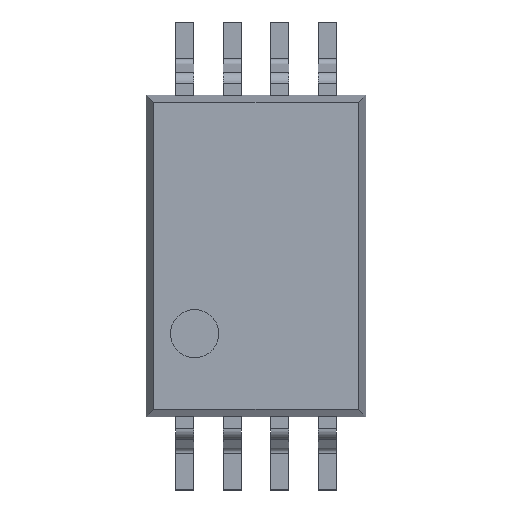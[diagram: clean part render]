
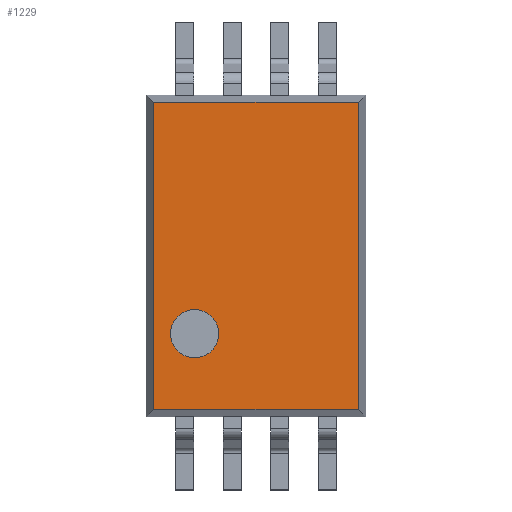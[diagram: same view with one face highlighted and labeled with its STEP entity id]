
A CAD part, top view. The second image highlights one B-rep face of the part: STEP entity #1229.
In plain terms, the highlighted planar face has unit normal (0, 0, 1).
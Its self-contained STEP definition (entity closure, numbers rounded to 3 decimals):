
#35 = VERTEX_POINT('',#36);
#36 = CARTESIAN_POINT('',(1.4,-2.1,1.2));
#43 = PLANE('',#44);
#44 = AXIS2_PLACEMENT_3D('',#45,#46,#47);
#45 = CARTESIAN_POINT('',(1.45,-1.1,0.963));
#46 = DIRECTION('',(0.979,0.,0.206));
#47 = DIRECTION('',(-0.206,0.,0.979));
#55 = PLANE('',#56);
#56 = AXIS2_PLACEMENT_3D('',#57,#58,#59);
#57 = CARTESIAN_POINT('',(-0.75,-2.15,0.963));
#58 = DIRECTION('',(0.,-0.979,0.206));
#59 = DIRECTION('',(0.,0.206,0.979));
#96 = VERTEX_POINT('',#97);
#97 = CARTESIAN_POINT('',(1.4,2.1,1.2));
#111 = PLANE('',#112);
#112 = AXIS2_PLACEMENT_3D('',#113,#114,#115);
#113 = CARTESIAN_POINT('',(0.75,2.15,0.963));
#114 = DIRECTION('',(0.,0.979,0.206));
#115 = DIRECTION('',(-0.,0.206,-0.979));
#123 = EDGE_CURVE('',#96,#35,#124,.T.);
#124 = SURFACE_CURVE('',#125,(#129,#136),.PCURVE_S1.);
#125 = LINE('',#126,#127);
#126 = CARTESIAN_POINT('',(1.4,-1.1,1.2));
#127 = VECTOR('',#128,1.);
#128 = DIRECTION('',(0.,-1.,0.));
#129 = PCURVE('',#43,#130);
#130 = DEFINITIONAL_REPRESENTATION('',(#131),#135);
#131 = LINE('',#132,#133);
#132 = CARTESIAN_POINT('',(0.243,0.));
#133 = VECTOR('',#134,1.);
#134 = DIRECTION('',(0.,1.));
#135 = ( GEOMETRIC_REPRESENTATION_CONTEXT(2) 
PARAMETRIC_REPRESENTATION_CONTEXT() REPRESENTATION_CONTEXT('2D SPACE',''
  ) );
#136 = PCURVE('',#137,#142);
#137 = PLANE('',#138);
#138 = AXIS2_PLACEMENT_3D('',#139,#140,#141);
#139 = CARTESIAN_POINT('',(0.,0.,1.2));
#140 = DIRECTION('',(0.,0.,1.));
#141 = DIRECTION('',(-1.,0.,0.));
#142 = DEFINITIONAL_REPRESENTATION('',(#143),#147);
#143 = LINE('',#144,#145);
#144 = CARTESIAN_POINT('',(-1.4,1.1));
#145 = VECTOR('',#146,1.);
#146 = DIRECTION('',(0.,1.));
#147 = ( GEOMETRIC_REPRESENTATION_CONTEXT(2) 
PARAMETRIC_REPRESENTATION_CONTEXT() REPRESENTATION_CONTEXT('2D SPACE',''
  ) );
#181 = EDGE_CURVE('',#35,#182,#184,.T.);
#182 = VERTEX_POINT('',#183);
#183 = CARTESIAN_POINT('',(-1.4,-2.1,1.2));
#184 = SURFACE_CURVE('',#185,(#189,#196),.PCURVE_S1.);
#185 = LINE('',#186,#187);
#186 = CARTESIAN_POINT('',(-0.75,-2.1,1.2));
#187 = VECTOR('',#188,1.);
#188 = DIRECTION('',(-1.,0.,0.));
#189 = PCURVE('',#55,#190);
#190 = DEFINITIONAL_REPRESENTATION('',(#191),#195);
#191 = LINE('',#192,#193);
#192 = CARTESIAN_POINT('',(0.243,0.));
#193 = VECTOR('',#194,1.);
#194 = DIRECTION('',(0.,1.));
#195 = ( GEOMETRIC_REPRESENTATION_CONTEXT(2) 
PARAMETRIC_REPRESENTATION_CONTEXT() REPRESENTATION_CONTEXT('2D SPACE',''
  ) );
#196 = PCURVE('',#137,#197);
#197 = DEFINITIONAL_REPRESENTATION('',(#198),#202);
#198 = LINE('',#199,#200);
#199 = CARTESIAN_POINT('',(0.75,2.1));
#200 = VECTOR('',#201,1.);
#201 = DIRECTION('',(1.,0.));
#202 = ( GEOMETRIC_REPRESENTATION_CONTEXT(2) 
PARAMETRIC_REPRESENTATION_CONTEXT() REPRESENTATION_CONTEXT('2D SPACE',''
  ) );
#220 = PLANE('',#221);
#221 = AXIS2_PLACEMENT_3D('',#222,#223,#224);
#222 = CARTESIAN_POINT('',(-1.45,1.1,0.963));
#223 = DIRECTION('',(-0.979,0.,0.206)
  );
#224 = DIRECTION('',(-0.206,0.,-0.979)
  );
#1187 = VERTEX_POINT('',#1188);
#1188 = CARTESIAN_POINT('',(-1.4,2.1,1.2));
#1209 = EDGE_CURVE('',#1187,#96,#1210,.T.);
#1210 = SURFACE_CURVE('',#1211,(#1215,#1222),.PCURVE_S1.);
#1211 = LINE('',#1212,#1213);
#1212 = CARTESIAN_POINT('',(0.75,2.1,1.2));
#1213 = VECTOR('',#1214,1.);
#1214 = DIRECTION('',(1.,0.,0.));
#1215 = PCURVE('',#111,#1216);
#1216 = DEFINITIONAL_REPRESENTATION('',(#1217),#1221);
#1217 = LINE('',#1218,#1219);
#1218 = CARTESIAN_POINT('',(-0.243,0.));
#1219 = VECTOR('',#1220,1.);
#1220 = DIRECTION('',(0.,-1.));
#1221 = ( GEOMETRIC_REPRESENTATION_CONTEXT(2) 
PARAMETRIC_REPRESENTATION_CONTEXT() REPRESENTATION_CONTEXT('2D SPACE',''
  ) );
#1222 = PCURVE('',#137,#1223);
#1223 = DEFINITIONAL_REPRESENTATION('',(#1224),#1228);
#1224 = LINE('',#1225,#1226);
#1225 = CARTESIAN_POINT('',(-0.75,-2.1));
#1226 = VECTOR('',#1227,1.);
#1227 = DIRECTION('',(-1.,0.));
#1228 = ( GEOMETRIC_REPRESENTATION_CONTEXT(2) 
PARAMETRIC_REPRESENTATION_CONTEXT() REPRESENTATION_CONTEXT('2D SPACE',''
  ) );
#1229 = ADVANCED_FACE('',(#1230,#1256),#137,.T.);
#1230 = FACE_BOUND('',#1231,.T.);
#1231 = EDGE_LOOP('',(#1232,#1233,#1234,#1255));
#1232 = ORIENTED_EDGE('',*,*,#123,.F.);
#1233 = ORIENTED_EDGE('',*,*,#1209,.F.);
#1234 = ORIENTED_EDGE('',*,*,#1235,.F.);
#1235 = EDGE_CURVE('',#182,#1187,#1236,.T.);
#1236 = SURFACE_CURVE('',#1237,(#1241,#1248),.PCURVE_S1.);
#1237 = LINE('',#1238,#1239);
#1238 = CARTESIAN_POINT('',(-1.4,1.1,1.2));
#1239 = VECTOR('',#1240,1.);
#1240 = DIRECTION('',(0.,1.,0.));
#1241 = PCURVE('',#137,#1242);
#1242 = DEFINITIONAL_REPRESENTATION('',(#1243),#1247);
#1243 = LINE('',#1244,#1245);
#1244 = CARTESIAN_POINT('',(1.4,-1.1));
#1245 = VECTOR('',#1246,1.);
#1246 = DIRECTION('',(0.,-1.));
#1247 = ( GEOMETRIC_REPRESENTATION_CONTEXT(2) 
PARAMETRIC_REPRESENTATION_CONTEXT() REPRESENTATION_CONTEXT('2D SPACE',''
  ) );
#1248 = PCURVE('',#220,#1249);
#1249 = DEFINITIONAL_REPRESENTATION('',(#1250),#1254);
#1250 = LINE('',#1251,#1252);
#1251 = CARTESIAN_POINT('',(-0.243,0.));
#1252 = VECTOR('',#1253,1.);
#1253 = DIRECTION('',(0.,-1.));
#1254 = ( GEOMETRIC_REPRESENTATION_CONTEXT(2) 
PARAMETRIC_REPRESENTATION_CONTEXT() REPRESENTATION_CONTEXT('2D SPACE',''
  ) );
#1255 = ORIENTED_EDGE('',*,*,#181,.F.);
#1256 = FACE_BOUND('',#1257,.T.);
#1257 = EDGE_LOOP('',(#1258,#1297));
#1258 = ORIENTED_EDGE('',*,*,#1259,.T.);
#1259 = EDGE_CURVE('',#1260,#1262,#1264,.T.);
#1260 = VERTEX_POINT('',#1261);
#1261 = CARTESIAN_POINT('',(-0.51,-1.065,1.2));
#1262 = VERTEX_POINT('',#1263);
#1263 = CARTESIAN_POINT('',(-1.17,-1.065,1.2));
#1264 = SURFACE_CURVE('',#1265,(#1270,#1281),.PCURVE_S1.);
#1265 = CIRCLE('',#1266,0.33);
#1266 = AXIS2_PLACEMENT_3D('',#1267,#1268,#1269);
#1267 = CARTESIAN_POINT('',(-0.84,-1.065,1.2));
#1268 = DIRECTION('',(0.,0.,-1.));
#1269 = DIRECTION('',(1.,0.,0.));
#1270 = PCURVE('',#137,#1271);
#1271 = DEFINITIONAL_REPRESENTATION('',(#1272),#1280);
#1272 = ( BOUNDED_CURVE() B_SPLINE_CURVE(2,(#1273,#1274,#1275,#1276,
#1277,#1278,#1279),.UNSPECIFIED.,.T.,.F.) B_SPLINE_CURVE_WITH_KNOTS((1,2
    ,2,2,2,1),(-2.094,0.,2.094,4.189,
6.283,8.378),.UNSPECIFIED.) CURVE() 
GEOMETRIC_REPRESENTATION_ITEM() RATIONAL_B_SPLINE_CURVE((1.,0.5,1.,0.5,
1.,0.5,1.)) REPRESENTATION_ITEM('') );
#1273 = CARTESIAN_POINT('',(0.51,1.065));
#1274 = CARTESIAN_POINT('',(0.51,1.637));
#1275 = CARTESIAN_POINT('',(1.005,1.351));
#1276 = CARTESIAN_POINT('',(1.5,1.065));
#1277 = CARTESIAN_POINT('',(1.005,0.779));
#1278 = CARTESIAN_POINT('',(0.51,0.493));
#1279 = CARTESIAN_POINT('',(0.51,1.065));
#1280 = ( GEOMETRIC_REPRESENTATION_CONTEXT(2) 
PARAMETRIC_REPRESENTATION_CONTEXT() REPRESENTATION_CONTEXT('2D SPACE',''
  ) );
#1281 = PCURVE('',#1282,#1287);
#1282 = PLANE('',#1283);
#1283 = AXIS2_PLACEMENT_3D('',#1284,#1285,#1286);
#1284 = CARTESIAN_POINT('',(-0.84,-1.065,1.2));
#1285 = DIRECTION('',(0.,0.,1.));
#1286 = DIRECTION('',(-1.,0.,0.));
#1287 = DEFINITIONAL_REPRESENTATION('',(#1288),#1296);
#1288 = ( BOUNDED_CURVE() B_SPLINE_CURVE(2,(#1289,#1290,#1291,#1292,
#1293,#1294,#1295),.UNSPECIFIED.,.T.,.F.) B_SPLINE_CURVE_WITH_KNOTS((1,2
    ,2,2,2,1),(-2.094,0.,2.094,4.189,
6.283,8.378),.UNSPECIFIED.) CURVE() 
GEOMETRIC_REPRESENTATION_ITEM() RATIONAL_B_SPLINE_CURVE((1.,0.5,1.,0.5,
1.,0.5,1.)) REPRESENTATION_ITEM('') );
#1289 = CARTESIAN_POINT('',(-0.33,0.));
#1290 = CARTESIAN_POINT('',(-0.33,0.572));
#1291 = CARTESIAN_POINT('',(0.165,0.286));
#1292 = CARTESIAN_POINT('',(0.66,0.));
#1293 = CARTESIAN_POINT('',(0.165,-0.286));
#1294 = CARTESIAN_POINT('',(-0.33,-0.572));
#1295 = CARTESIAN_POINT('',(-0.33,0.));
#1296 = ( GEOMETRIC_REPRESENTATION_CONTEXT(2) 
PARAMETRIC_REPRESENTATION_CONTEXT() REPRESENTATION_CONTEXT('2D SPACE',''
  ) );
#1297 = ORIENTED_EDGE('',*,*,#1298,.T.);
#1298 = EDGE_CURVE('',#1262,#1260,#1299,.T.);
#1299 = SURFACE_CURVE('',#1300,(#1305,#1316),.PCURVE_S1.);
#1300 = CIRCLE('',#1301,0.33);
#1301 = AXIS2_PLACEMENT_3D('',#1302,#1303,#1304);
#1302 = CARTESIAN_POINT('',(-0.84,-1.065,1.2));
#1303 = DIRECTION('',(0.,0.,-1.));
#1304 = DIRECTION('',(1.,0.,0.));
#1305 = PCURVE('',#137,#1306);
#1306 = DEFINITIONAL_REPRESENTATION('',(#1307),#1315);
#1307 = ( BOUNDED_CURVE() B_SPLINE_CURVE(2,(#1308,#1309,#1310,#1311,
#1312,#1313,#1314),.UNSPECIFIED.,.T.,.F.) B_SPLINE_CURVE_WITH_KNOTS((1,2
    ,2,2,2,1),(-2.094,0.,2.094,4.189,
6.283,8.378),.UNSPECIFIED.) CURVE() 
GEOMETRIC_REPRESENTATION_ITEM() RATIONAL_B_SPLINE_CURVE((1.,0.5,1.,0.5,
1.,0.5,1.)) REPRESENTATION_ITEM('') );
#1308 = CARTESIAN_POINT('',(0.51,1.065));
#1309 = CARTESIAN_POINT('',(0.51,1.637));
#1310 = CARTESIAN_POINT('',(1.005,1.351));
#1311 = CARTESIAN_POINT('',(1.5,1.065));
#1312 = CARTESIAN_POINT('',(1.005,0.779));
#1313 = CARTESIAN_POINT('',(0.51,0.493));
#1314 = CARTESIAN_POINT('',(0.51,1.065));
#1315 = ( GEOMETRIC_REPRESENTATION_CONTEXT(2) 
PARAMETRIC_REPRESENTATION_CONTEXT() REPRESENTATION_CONTEXT('2D SPACE',''
  ) );
#1316 = PCURVE('',#1282,#1317);
#1317 = DEFINITIONAL_REPRESENTATION('',(#1318),#1326);
#1318 = ( BOUNDED_CURVE() B_SPLINE_CURVE(2,(#1319,#1320,#1321,#1322,
#1323,#1324,#1325),.UNSPECIFIED.,.T.,.F.) B_SPLINE_CURVE_WITH_KNOTS((1,2
    ,2,2,2,1),(-2.094,0.,2.094,4.189,
6.283,8.378),.UNSPECIFIED.) CURVE() 
GEOMETRIC_REPRESENTATION_ITEM() RATIONAL_B_SPLINE_CURVE((1.,0.5,1.,0.5,
1.,0.5,1.)) REPRESENTATION_ITEM('') );
#1319 = CARTESIAN_POINT('',(-0.33,0.));
#1320 = CARTESIAN_POINT('',(-0.33,0.572));
#1321 = CARTESIAN_POINT('',(0.165,0.286));
#1322 = CARTESIAN_POINT('',(0.66,0.));
#1323 = CARTESIAN_POINT('',(0.165,-0.286));
#1324 = CARTESIAN_POINT('',(-0.33,-0.572));
#1325 = CARTESIAN_POINT('',(-0.33,0.));
#1326 = ( GEOMETRIC_REPRESENTATION_CONTEXT(2) 
PARAMETRIC_REPRESENTATION_CONTEXT() REPRESENTATION_CONTEXT('2D SPACE',''
  ) );
